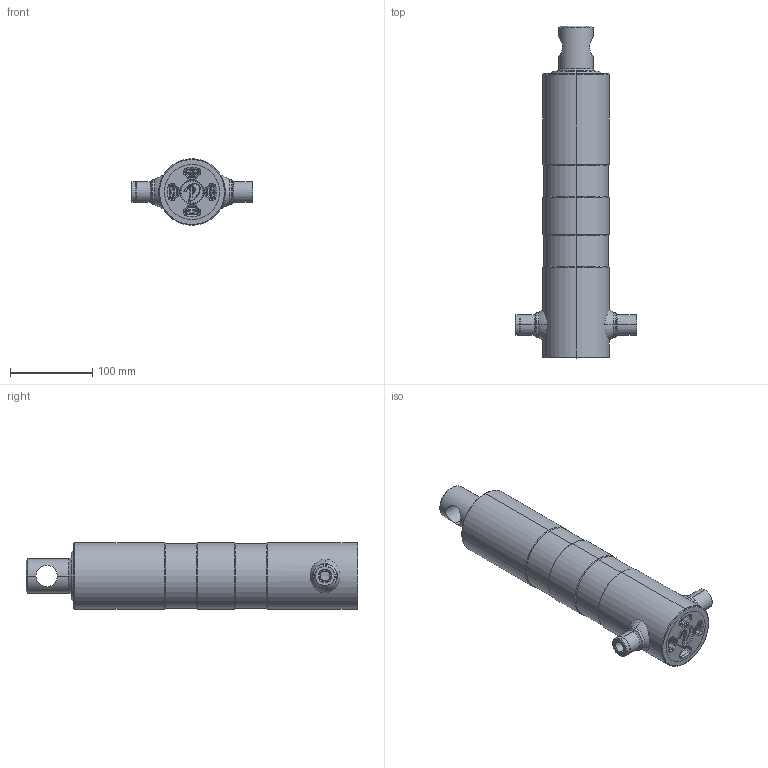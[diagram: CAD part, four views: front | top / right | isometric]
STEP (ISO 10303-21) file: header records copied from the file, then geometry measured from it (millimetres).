
FILE_DESCRIPTION (( 'STEP AP203' ), '1' );
FILE_NAME ('295.BGB.STEP', '2014-10-06T06:55:30', ( '' ), ( '' ), 'SwSTEP 2.0', 'SolidWorks 2013', '' );
FILE_SCHEMA (( 'CONFIG_CONTROL_DESIGN' ));
Length unit declared in the file: millimetre
Products named in the file (1): 295.BGB
Bounding box: 147.8 x 403 x 80.8 mm (x, y, z)
Surface area: 213091.7 mm2 (no closed solid volume)
Topology: 0 solids, 11 shells, 241 faces, 632 edges, 388 vertices
Faces by surface type: cylinder 72, torus 72, cone 66, plane 22, bspline 9
Entity records: 9043 total; most frequent: CARTESIAN_POINT 3066, DIRECTION 1395, ORIENTED_EDGE 1079, EDGE_CURVE 632, AXIS2_PLACEMENT_3D 598, VERTEX_POINT 388, CIRCLE 365, EDGE_LOOP 252
